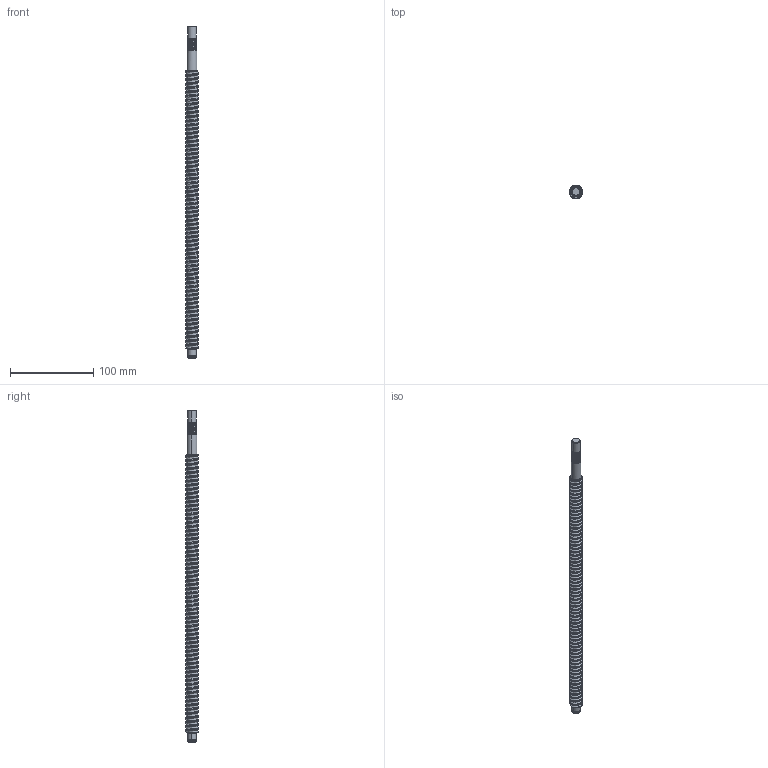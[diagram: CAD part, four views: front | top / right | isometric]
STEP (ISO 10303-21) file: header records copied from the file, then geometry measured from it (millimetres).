
FILE_DESCRIPTION (( 'STEP AP214' ), '1' );
FILE_NAME ('SFU1605-400.STEP', '2018-03-24T10:17:18', ( '' ), ( '' ), 'SwSTEP 2.0', 'SolidWorks 2017', '' );
FILE_SCHEMA (( 'AUTOMOTIVE_DESIGN' ));
Length unit declared in the file: millimetre
Products named in the file (1): SFU1605-400
Bounding box: 16 x 15.98 x 400 mm (x, y, z)
Volume: 63315.4 mm3; surface area: 23701.5 mm2
Topology: 1 solids, 1 shells, 345 faces, 997 edges, 659 vertices
Faces by surface type: cylinder 307, bspline 11, torus 10, plane 10, cone 7
Entity records: 60289 total; most frequent: CARTESIAN_POINT 53051, ORIENTED_EDGE 1994, DIRECTION 1084, EDGE_CURVE 997, VERTEX_POINT 659, AXIS2_PLACEMENT_3D 384, EDGE_LOOP 350, FACE_OUTER_BOUND 345
